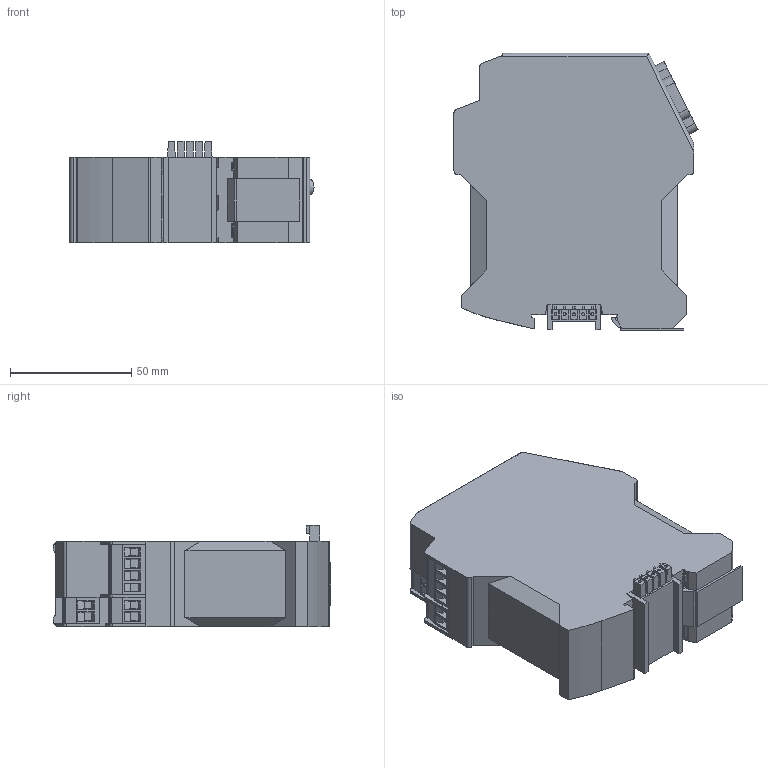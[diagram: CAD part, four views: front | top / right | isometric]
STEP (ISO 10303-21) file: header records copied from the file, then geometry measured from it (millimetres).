
FILE_DESCRIPTION(('SolidDesigner STEP Export'),'2;1');
FILE_NAME('2313656_psi_modem_shdsl_pb-select.stp','2011-05-16T13:51:13',(''),(''),'CoCreate Modeling STEP processor for AP214 (Solid Model)','CoCreate Modeling 16.00A 16-Aug-2008 (C) Parametric Technology GmbH','');
FILE_SCHEMA(('AUTOMOTIVE_DESIGN { 1 0 10303 214 1 1 1 1 }'));
Length unit declared in the file: millimetre
Products named in the file (2): 2313656_psi_modem_shdsl_pb-select
Assembly tree (1 placements, depth 2):
  2313656_psi_modem_shdsl_pb-select
    2313656_psi_modem_shdsl_pb-select
Bounding box: 100.7 x 114.59 x 41.8 mm (x, y, z)
Volume: 334840.6 mm3; surface area: 37183.6 mm2
Topology: 1 solids, 1 shells, 502 faces, 1352 edges, 881 vertices
Faces by surface type: plane 406, cylinder 86, cone 10
Entity records: 17855 total; most frequent: ORIENTED_EDGE 2704, CARTESIAN_POINT 2519, DIRECTION 2188, EDGE_CURVE 1352, VECTOR 1088, LINE 1088, VERTEX_POINT 881, AXIS2_PLACEMENT_3D 550
